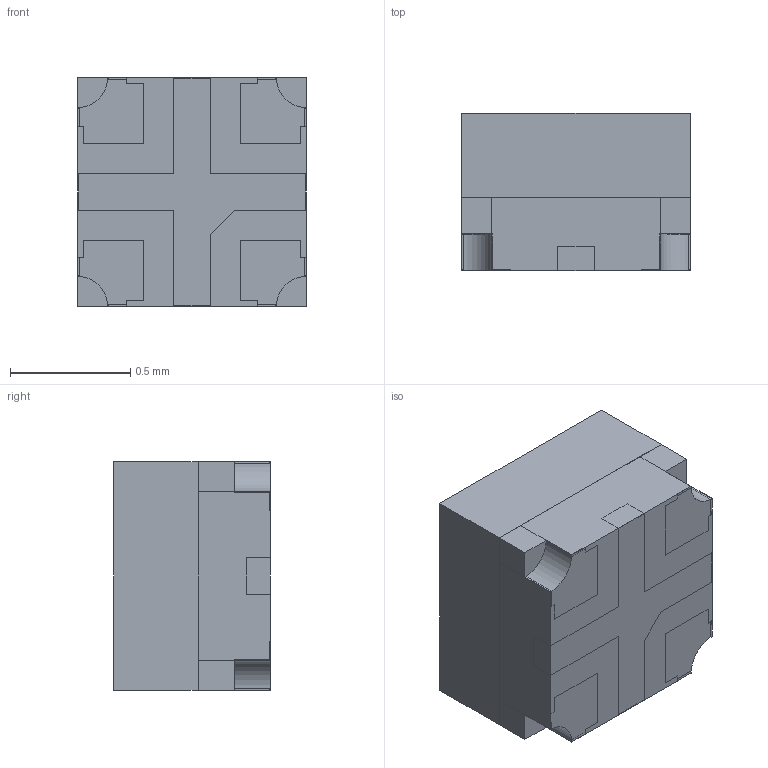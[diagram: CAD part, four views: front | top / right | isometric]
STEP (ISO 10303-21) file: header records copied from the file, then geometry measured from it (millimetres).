
FILE_DESCRIPTION (( 'STEP AP214' ), '1' );
FILE_NAME ('B3SK3RGB-F6C0001HOU1930.STEP', '2023-02-24T05:59:54', ( '' ), ( '' ), 'SwSTEP 2.0', 'SolidWorks 2017', '' );
FILE_SCHEMA (( 'AUTOMOTIVE_DESIGN' ));
Length unit declared in the file: millimetre
Products named in the file (2): B3SK3RGB-F6C0001HOU1930; B3SK3RGB-F6C0001HOU1930_B3SK3RGB-F6C0001HOU1930
Assembly tree (1 placements, depth 2):
  B3SK3RGB-F6C0001HOU1930
    B3SK3RGB-F6C0001HOU1930_B3SK3RGB-F6C0001HOU1930
Bounding box: 0.95 x 0.65 x 0.95 mm (x, y, z)
Volume: 0.6 mm3; surface area: 9.1 mm2
Topology: 11 solids, 11 shells, 185 faces, 486 edges, 324 vertices
Faces by surface type: plane 157, cylinder 28
Entity records: 5816 total; most frequent: CARTESIAN_POINT 1071, ORIENTED_EDGE 972, DIRECTION 896, EDGE_CURVE 486, VECTOR 406, LINE 406, VERTEX_POINT 324, AXIS2_PLACEMENT_3D 245
